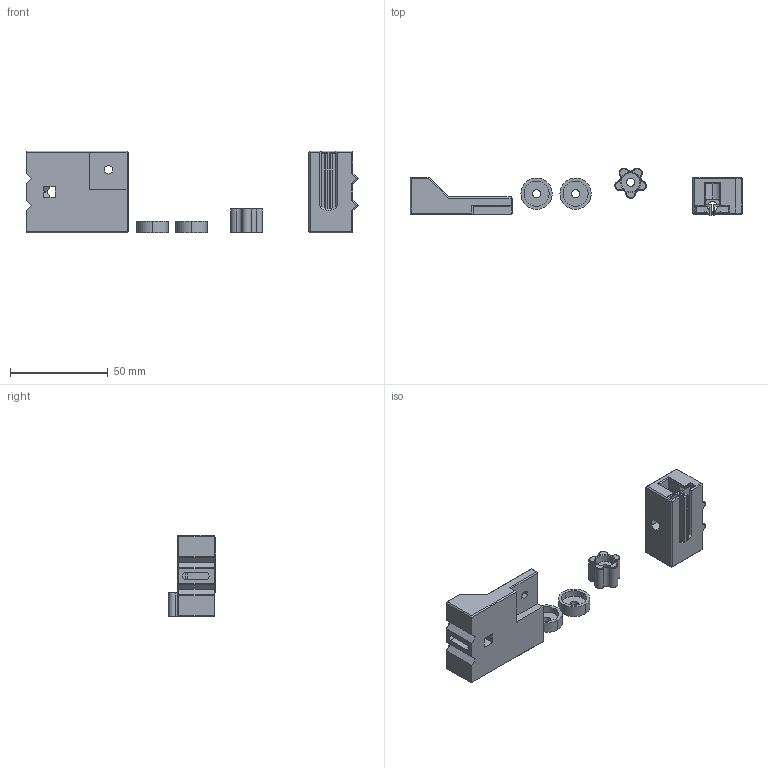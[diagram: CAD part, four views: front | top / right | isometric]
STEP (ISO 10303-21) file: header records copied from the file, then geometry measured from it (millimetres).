
FILE_DESCRIPTION(('STEP AP214'),'1');
FILE_NAME('Ender_Dock_Modular_All_Parts.stp','2022-04-05T05:59:35',(' '),(' '),'Spatial InterOp 3D',' ',' ');
FILE_SCHEMA(('automotive_design'));
Length unit declared in the file: inch
Products named in the file (7): 1; 2; 3; 4; 5; 6; 7
Bounding box: 170.07 x 24.47 x 42 mm (x, y, z)
Volume: 38607 mm3; surface area: 17904.7 mm2
Topology: 7 solids, 7 shells, 353 faces, 878 edges, 535 vertices
Faces by surface type: plane 184, cylinder 109, cone 44, sphere 16
Entity records: 13297 total; most frequent: DIRECTION 1837, CARTESIAN_POINT 1801, ORIENTED_EDGE 1736, EDGE_CURVE 868, AXIS2_PLACEMENT_3D 625, LINE 587, VECTOR 587, VERTEX_POINT 535
